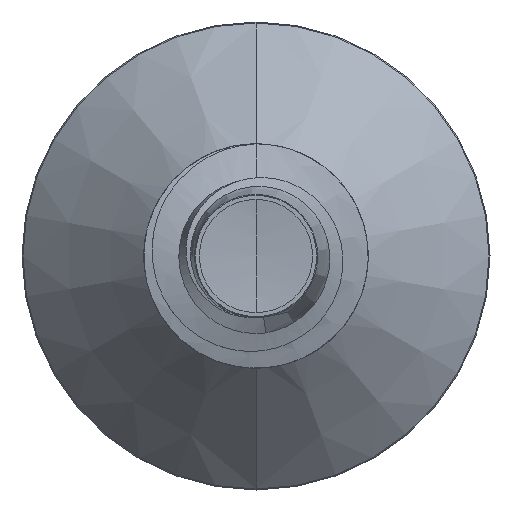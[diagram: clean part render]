
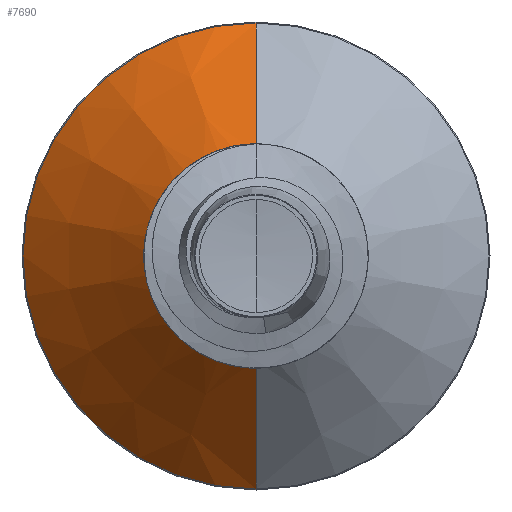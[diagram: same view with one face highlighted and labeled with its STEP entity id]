
A CAD part, front view. The second image highlights one B-rep face of the part: STEP entity #7690.
In plain terms, the highlighted conical face has half-angle 45 degrees and reference radius 1.633 mm.
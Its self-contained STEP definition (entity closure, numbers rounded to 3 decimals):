
#43 = DIRECTION ( 'NONE',  ( 0., 0.707, 0.707 ) ) ;
#228 = CARTESIAN_POINT ( 'NONE',  ( 0., 8.332, 1.632 ) ) ;
#631 = DIRECTION ( 'NONE',  ( 0., 0.707, -0.707 ) ) ;
#647 = DIRECTION ( 'NONE',  ( 0., 0., 1. ) ) ;
#659 = EDGE_CURVE ( 'NONE', #12347, #6590, #4540, .T. ) ;
#664 = EDGE_LOOP ( 'NONE', ( #7740, #16670, #2221, #5854 ) ) ;
#665 = CARTESIAN_POINT ( 'NONE',  ( 0., 8.332, -1.632 ) ) ;
#672 = DIRECTION ( 'NONE',  ( 0., 1., 0. ) ) ;
#688 = CARTESIAN_POINT ( 'NONE',  ( 0., 8.332, 0. ) ) ;
#1385 = CARTESIAN_POINT ( 'NONE',  ( 0., 8.332, 1.632 ) ) ;
#2221 = ORIENTED_EDGE ( 'NONE', *, *, #6265, .T. ) ;
#2659 = CARTESIAN_POINT ( 'NONE',  ( 0., 10.335, 3.635 ) ) ;
#3538 = EDGE_CURVE ( 'NONE', #17226, #12347, #11057, .T. ) ;
#3556 = AXIS2_PLACEMENT_3D ( 'NONE', #8995, #8323, #8410 ) ;
#4540 = CIRCLE ( 'NONE', #3556, 3.635 ) ;
#4703 = CARTESIAN_POINT ( 'NONE',  ( 0., 10.335, -3.635 ) ) ;
#5854 = ORIENTED_EDGE ( 'NONE', *, *, #659, .F. ) ;
#6205 = AXIS2_PLACEMENT_3D ( 'NONE', #688, #672, #647 ) ;
#6265 = EDGE_CURVE ( 'NONE', #13049, #6590, #15304, .T. ) ;
#6590 = VERTEX_POINT ( 'NONE', #2659 ) ;
#7220 = DIRECTION ( 'NONE',  ( 0., 0., 1. ) ) ;
#7239 = DIRECTION ( 'NONE',  ( 0., 1., 0. ) ) ;
#7305 = CARTESIAN_POINT ( 'NONE',  ( 0., 8.332, 0. ) ) ;
#7690 = ADVANCED_FACE ( 'NONE', ( #14613 ), #17215, .T. ) ;
#7740 = ORIENTED_EDGE ( 'NONE', *, *, #3538, .F. ) ;
#8074 = CIRCLE ( 'NONE', #6205, 1.632 ) ;
#8323 = DIRECTION ( 'NONE',  ( 0., 1., 0. ) ) ;
#8410 = DIRECTION ( 'NONE',  ( 0., 0., 1. ) ) ;
#8635 = VECTOR ( 'NONE', #43, 1000. ) ;
#8890 = AXIS2_PLACEMENT_3D ( 'NONE', #7305, #7239, #7220 ) ;
#8995 = CARTESIAN_POINT ( 'NONE',  ( 0., 10.335, 0. ) ) ;
#11057 = LINE ( 'NONE', #665, #16814 ) ;
#12347 = VERTEX_POINT ( 'NONE', #4703 ) ;
#13049 = VERTEX_POINT ( 'NONE', #1385 ) ;
#13140 = EDGE_CURVE ( 'NONE', #17226, #13049, #8074, .T. ) ;
#13831 = CARTESIAN_POINT ( 'NONE',  ( 0., 8.332, -1.632 ) ) ;
#14613 = FACE_OUTER_BOUND ( 'NONE', #664, .T. ) ;
#15304 = LINE ( 'NONE', #228, #8635 ) ;
#16670 = ORIENTED_EDGE ( 'NONE', *, *, #13140, .T. ) ;
#16814 = VECTOR ( 'NONE', #631, 1000. ) ;
#17215 = CONICAL_SURFACE ( 'NONE', #8890, 1.632, 0.785 ) ;
#17226 = VERTEX_POINT ( 'NONE', #13831 ) ;
